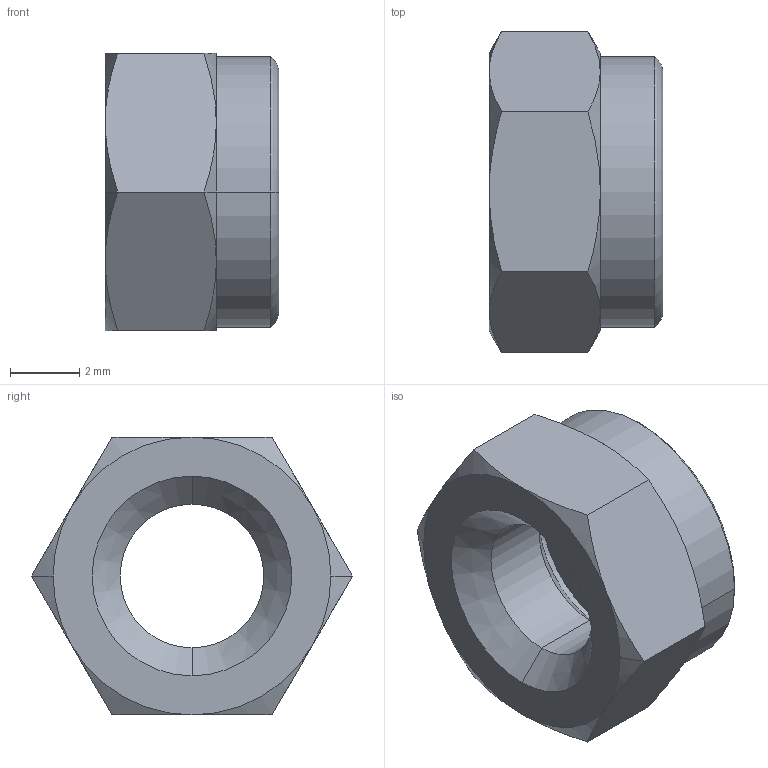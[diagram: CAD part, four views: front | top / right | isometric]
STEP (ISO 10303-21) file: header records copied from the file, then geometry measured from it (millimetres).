
FILE_DESCRIPTION(('HOOPS Exchange Step'),'2;1');
FILE_NAME('export-FB1FFABA-6B86-4573-BD12-988283485B53.stp','2021-11-12T13:43:02+01:00',('User'),('Alibre'),'HOOPS Exchange 2021.0','Alibre','Unknown authorisation');
FILE_SCHEMA( ('AP242_MANAGED_MODEL_BASED_3D_ENGINEERING_MIM_LF {1 0 10303 442 1 1 4 }') );
Length unit declared in the file: millimetre
Products named in the file (1): 805 M5 Locking Nuts DIN985
Bounding box: 5 x 9.24 x 8 mm (x, y, z)
Volume: 177 mm3; surface area: 293.8 mm2
Topology: 1 solids, 1 shells, 44 faces, 92 edges, 54 vertices
Faces by surface type: cone 20, plane 12, cylinder 10, torus 2
Entity records: 1194 total; most frequent: CARTESIAN_POINT 240, DIRECTION 204, ORIENTED_EDGE 184, EDGE_CURVE 92, AXIS2_PLACEMENT_3D 90, VERTEX_POINT 54, EDGE_LOOP 50, FACE_BOUND 50
